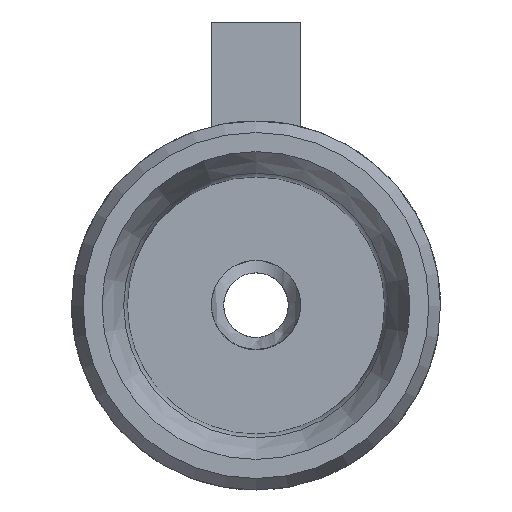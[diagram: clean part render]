
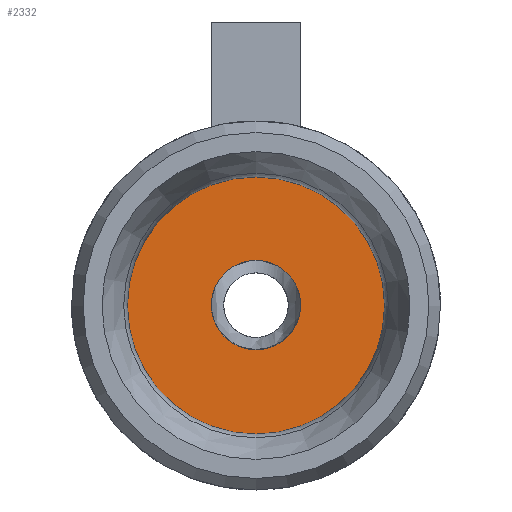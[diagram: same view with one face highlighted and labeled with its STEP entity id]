
A CAD part, front view. The second image highlights one B-rep face of the part: STEP entity #2332.
In plain terms, the highlighted planar face has unit normal (0, -1, 0).
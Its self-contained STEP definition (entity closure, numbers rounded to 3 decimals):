
#2179=CARTESIAN_POINT('',(0.,55.3,-10.));
#2180=DIRECTION('',(0.,-1.,0.));
#2181=DIRECTION('',(0.,0.,-1.));
#2182=AXIS2_PLACEMENT_3D('',#2179,#2180,#2181);
#2183=PLANE('',#2182);
#2184=CARTESIAN_POINT('',(0.,55.3,-66.193));
#2185=VERTEX_POINT('',#2184);
#2186=CARTESIAN_POINT('',(0.,55.3,-66.193));
#2187=CARTESIAN_POINT('',(-0.256,55.3,-66.193));
#2188=CARTESIAN_POINT('',(-0.508,55.3,-66.219));
#2189=CARTESIAN_POINT('',(-0.755,55.3,-66.268));
#2190=CARTESIAN_POINT('',(-0.879,55.3,-66.292));
#2191=CARTESIAN_POINT('',(-1.002,55.3,-66.323));
#2192=CARTESIAN_POINT('',(-1.124,55.3,-66.36));
#2193=CARTESIAN_POINT('',(-1.245,55.3,-66.397));
#2194=CARTESIAN_POINT('',(-1.366,55.3,-66.44));
#2195=CARTESIAN_POINT('',(-1.483,55.3,-66.489));
#2196=CARTESIAN_POINT('',(-1.718,55.3,-66.586));
#2197=CARTESIAN_POINT('',(-1.941,55.3,-66.705));
#2198=CARTESIAN_POINT('',(-2.151,55.3,-66.845));
#2199=CARTESIAN_POINT('',(-2.362,55.3,-66.986));
#2200=CARTESIAN_POINT('',(-2.561,55.3,-67.15));
#2201=CARTESIAN_POINT('',(-2.74,55.3,-67.328));
#2202=CARTESIAN_POINT('',(-2.919,55.3,-67.507));
#2203=CARTESIAN_POINT('',(-3.079,55.3,-67.702));
#2204=CARTESIAN_POINT('',(-3.221,55.3,-67.914));
#2205=CARTESIAN_POINT('',(-3.292,55.3,-68.02));
#2206=CARTESIAN_POINT('',(-3.358,55.3,-68.13));
#2207=CARTESIAN_POINT('',(-3.417,55.3,-68.242));
#2208=CARTESIAN_POINT('',(-3.477,55.3,-68.354));
#2209=CARTESIAN_POINT('',(-3.531,55.3,-68.468));
#2210=CARTESIAN_POINT('',(-3.579,55.3,-68.584));
#2211=CARTESIAN_POINT('',(-3.628,55.3,-68.701));
#2212=CARTESIAN_POINT('',(-3.67,55.3,-68.82));
#2213=CARTESIAN_POINT('',(-3.707,55.3,-68.941));
#2214=CARTESIAN_POINT('',(-3.744,55.3,-69.062));
#2215=CARTESIAN_POINT('',(-3.775,55.3,-69.186));
#2216=CARTESIAN_POINT('',(-3.8,55.3,-69.312));
#2217=CARTESIAN_POINT('',(-3.85,55.3,-69.562));
#2218=CARTESIAN_POINT('',(-3.875,55.3,-69.813));
#2219=CARTESIAN_POINT('',(-3.875,55.3,-70.066));
#2220=CARTESIAN_POINT('',(-3.875,55.3,-70.192));
#2221=CARTESIAN_POINT('',(-3.869,55.3,-70.319));
#2222=CARTESIAN_POINT('',(-3.857,55.3,-70.446));
#2223=CARTESIAN_POINT('',(-3.844,55.3,-70.573));
#2224=CARTESIAN_POINT('',(-3.825,55.3,-70.699));
#2225=CARTESIAN_POINT('',(-3.801,55.3,-70.823));
#2226=CARTESIAN_POINT('',(-3.751,55.3,-71.072));
#2227=CARTESIAN_POINT('',(-3.678,55.3,-71.313));
#2228=CARTESIAN_POINT('',(-3.581,55.3,-71.548));
#2229=CARTESIAN_POINT('',(-3.533,55.3,-71.665));
#2230=CARTESIAN_POINT('',(-3.478,55.3,-71.781));
#2231=CARTESIAN_POINT('',(-3.418,55.3,-71.894));
#2232=CARTESIAN_POINT('',(-3.358,55.3,-72.006));
#2233=CARTESIAN_POINT('',(-3.293,55.3,-72.115));
#2234=CARTESIAN_POINT('',(-3.223,55.3,-72.22));
#2235=CARTESIAN_POINT('',(-3.083,55.3,-72.43));
#2236=CARTESIAN_POINT('',(-2.923,55.3,-72.625));
#2237=CARTESIAN_POINT('',(-2.742,55.3,-72.806));
#2238=CARTESIAN_POINT('',(-2.562,55.3,-72.987));
#2239=CARTESIAN_POINT('',(-2.366,55.3,-73.148));
#2240=CARTESIAN_POINT('',(-2.156,55.3,-73.288));
#2241=CARTESIAN_POINT('',(-2.051,55.3,-73.359));
#2242=CARTESIAN_POINT('',(-1.943,55.3,-73.424));
#2243=CARTESIAN_POINT('',(-1.831,55.3,-73.484));
#2244=CARTESIAN_POINT('',(-1.719,55.3,-73.544));
#2245=CARTESIAN_POINT('',(-1.602,55.3,-73.599));
#2246=CARTESIAN_POINT('',(-1.485,55.3,-73.648));
#2247=CARTESIAN_POINT('',(-1.25,55.3,-73.745));
#2248=CARTESIAN_POINT('',(-1.009,55.3,-73.818));
#2249=CARTESIAN_POINT('',(-0.761,55.3,-73.868));
#2250=CARTESIAN_POINT('',(-0.513,55.3,-73.918));
#2251=CARTESIAN_POINT('',(-0.256,55.3,-73.943));
#2252=CARTESIAN_POINT('',(0.,55.3,-73.943));
#2253=CARTESIAN_POINT('',(0.256,55.3,-73.944));
#2254=CARTESIAN_POINT('',(0.512,55.3,-73.918));
#2255=CARTESIAN_POINT('',(0.76,55.3,-73.868));
#2256=CARTESIAN_POINT('',(1.009,55.3,-73.818));
#2257=CARTESIAN_POINT('',(1.25,55.3,-73.745));
#2258=CARTESIAN_POINT('',(1.485,55.3,-73.648));
#2259=CARTESIAN_POINT('',(1.602,55.3,-73.599));
#2260=CARTESIAN_POINT('',(1.718,55.3,-73.544));
#2261=CARTESIAN_POINT('',(1.83,55.3,-73.484));
#2262=CARTESIAN_POINT('',(1.942,55.3,-73.424));
#2263=CARTESIAN_POINT('',(2.051,55.3,-73.359));
#2264=CARTESIAN_POINT('',(2.156,55.3,-73.289));
#2265=CARTESIAN_POINT('',(2.365,55.3,-73.148));
#2266=CARTESIAN_POINT('',(2.561,55.3,-72.988));
#2267=CARTESIAN_POINT('',(2.742,55.3,-72.807));
#2268=CARTESIAN_POINT('',(2.923,55.3,-72.626));
#2269=CARTESIAN_POINT('',(3.083,55.3,-72.43));
#2270=CARTESIAN_POINT('',(3.223,55.3,-72.22));
#2271=CARTESIAN_POINT('',(3.293,55.3,-72.115));
#2272=CARTESIAN_POINT('',(3.358,55.3,-72.006));
#2273=CARTESIAN_POINT('',(3.418,55.3,-71.894));
#2274=CARTESIAN_POINT('',(3.478,55.3,-71.782));
#2275=CARTESIAN_POINT('',(3.533,55.3,-71.666));
#2276=CARTESIAN_POINT('',(3.581,55.3,-71.548));
#2277=CARTESIAN_POINT('',(3.678,55.3,-71.314));
#2278=CARTESIAN_POINT('',(3.751,55.3,-71.072));
#2279=CARTESIAN_POINT('',(3.801,55.3,-70.824));
#2280=CARTESIAN_POINT('',(3.85,55.3,-70.575));
#2281=CARTESIAN_POINT('',(3.875,55.3,-70.319));
#2282=CARTESIAN_POINT('',(3.875,55.3,-70.066));
#2283=CARTESIAN_POINT('',(3.875,55.3,-69.813));
#2284=CARTESIAN_POINT('',(3.85,55.3,-69.562));
#2285=CARTESIAN_POINT('',(3.8,55.3,-69.312));
#2286=CARTESIAN_POINT('',(3.776,55.3,-69.187));
#2287=CARTESIAN_POINT('',(3.744,55.3,-69.063));
#2288=CARTESIAN_POINT('',(3.707,55.3,-68.941));
#2289=CARTESIAN_POINT('',(3.671,55.3,-68.82));
#2290=CARTESIAN_POINT('',(3.628,55.3,-68.701));
#2291=CARTESIAN_POINT('',(3.58,55.3,-68.585));
#2292=CARTESIAN_POINT('',(3.531,55.3,-68.468));
#2293=CARTESIAN_POINT('',(3.477,55.3,-68.354));
#2294=CARTESIAN_POINT('',(3.418,55.3,-68.242));
#2295=CARTESIAN_POINT('',(3.358,55.3,-68.13));
#2296=CARTESIAN_POINT('',(3.292,55.3,-68.02));
#2297=CARTESIAN_POINT('',(3.221,55.3,-67.914));
#2298=CARTESIAN_POINT('',(3.079,55.3,-67.702));
#2299=CARTESIAN_POINT('',(2.919,55.3,-67.507));
#2300=CARTESIAN_POINT('',(2.74,55.3,-67.329));
#2301=CARTESIAN_POINT('',(2.562,55.3,-67.15));
#2302=CARTESIAN_POINT('',(2.362,55.3,-66.986));
#2303=CARTESIAN_POINT('',(2.152,55.3,-66.846));
#2304=CARTESIAN_POINT('',(1.941,55.3,-66.705));
#2305=CARTESIAN_POINT('',(1.718,55.3,-66.586));
#2306=CARTESIAN_POINT('',(1.484,55.3,-66.489));
#2307=CARTESIAN_POINT('',(1.367,55.3,-66.44));
#2308=CARTESIAN_POINT('',(1.246,55.3,-66.397));
#2309=CARTESIAN_POINT('',(1.124,55.3,-66.36));
#2310=CARTESIAN_POINT('',(1.002,55.3,-66.323));
#2311=CARTESIAN_POINT('',(0.879,55.3,-66.292));
#2312=CARTESIAN_POINT('',(0.755,55.3,-66.268));
#2313=CARTESIAN_POINT('',(0.508,55.3,-66.219));
#2314=CARTESIAN_POINT('',(0.256,55.3,-66.193));
#2315=CARTESIAN_POINT('',(0.,55.3,-66.193));
#2316=B_SPLINE_CURVE_WITH_KNOTS('',3,(#2186,#2187,#2188,#2189,#2190,#2191,#2192,#2193,#2194,#2195,#2196,#2197,#2198,#2199,#2200,#2201,#2202,#2203,#2204,#2205,#2206,#2207,#2208,#2209,#2210,#2211,
#2212,#2213,#2214,#2215,#2216,#2217,#2218,#2219,#2220,#2221,#2222,#2223,#2224,#2225,#2226,#2227,#2228,#2229,#2230,#2231,#2232,#2233,#2234,#2235,#2236,
#2237,#2238,#2239,#2240,#2241,#2242,#2243,#2244,#2245,#2246,#2247,#2248,#2249,#2250,#2251,#2252,#2253,#2254,#2255,#2256,#2257,#2258,#2259,#2260,#2261,
#2262,#2263,#2264,#2265,#2266,#2267,#2268,#2269,#2270,#2271,#2272,#2273,#2274,#2275,#2276,#2277,#2278,#2279,#2280,#2281,#2282,#2283,#2284,#2285,#2286,
#2287,#2288,#2289,#2290,#2291,#2292,#2293,#2294,#2295,#2296,#2297,#2298,#2299,#2300,#2301,#2302,#2303,#2304,#2305,#2306,#2307,#2308,#2309,#2310,#2311,
#2312,#2313,#2314,#2315),.UNSPECIFIED.,.T.,.F.,(4,3,3,3,3,3,3,3,3,3,3,3,3,3,3,3,3,3,3,3,3,3,3,3,3,3,
3,3,3,3,3,3,3,3,3,3,3,3,3,3,3,3,3,4),(0.,0.001,0.001,0.002,0.002,0.003,0.004,0.004,0.005,0.005,0.005,0.006,0.006,0.007,0.008,0.008,0.008,0.009,0.01,0.01,0.011,0.011,0.012,0.013,0.014,0.014,
0.014,0.015,0.016,0.016,0.017,0.017,0.018,0.019,0.019,0.02,0.02,0.02,0.021,0.022,0.023,0.023,0.023,0.024),.UNSPECIFIED.);
#2317=EDGE_CURVE('',#2185,#2185,#2316,.T.);
#2318=ORIENTED_EDGE('',*,*,#2317,.F.);
#2319=EDGE_LOOP('',(#2318));
#2320=FACE_BOUND('',#2319,.T.);
#2321=CARTESIAN_POINT('',(-0.,55.3,-81.257));
#2322=VERTEX_POINT('',#2321);
#2323=CARTESIAN_POINT('',(0.,55.3,-70.107));
#2324=DIRECTION('',(-0.,1.,-0.));
#2325=DIRECTION('',(0.,0.,-1.));
#2326=AXIS2_PLACEMENT_3D('',#2323,#2324,#2325);
#2327=CIRCLE('',#2326,11.15);
#2328=EDGE_CURVE('',#2322,#2322,#2327,.T.);
#2329=ORIENTED_EDGE('',*,*,#2328,.F.);
#2330=EDGE_LOOP('',(#2329));
#2331=FACE_BOUND('',#2330,.T.);
#2332=ADVANCED_FACE('',(#2320,#2331),#2183,.T.);
